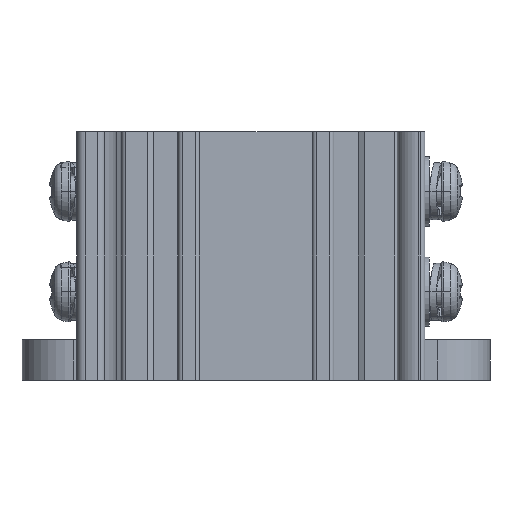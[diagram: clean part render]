
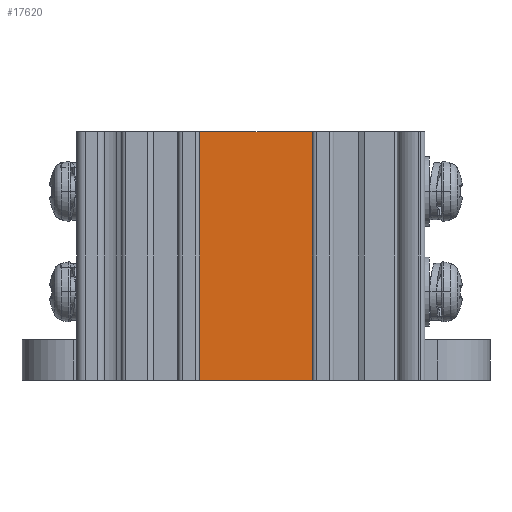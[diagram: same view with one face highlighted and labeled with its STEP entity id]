
A CAD part, front view. The second image highlights one B-rep face of the part: STEP entity #17620.
In plain terms, the highlighted planar face has unit normal (0, -1, 0).
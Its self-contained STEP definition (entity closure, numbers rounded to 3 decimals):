
#3493=DIRECTION('',(-1.,0.,0.));
#3494=VECTOR('',#3493,13.);
#3495=CARTESIAN_POINT('',(6.5,-19.55,-14.35));
#3496=LINE('',#3495,#3494);
#3497=DIRECTION('',(0.,0.,1.));
#3498=VECTOR('',#3497,28.7);
#3499=CARTESIAN_POINT('',(-6.5,-19.55,-14.35));
#3500=LINE('',#3499,#3498);
#3501=DIRECTION('',(1.,0.,0.));
#3502=VECTOR('',#3501,13.);
#3503=CARTESIAN_POINT('',(-6.5,-19.55,14.35));
#3504=LINE('',#3503,#3502);
#3509=DIRECTION('',(0.,0.,1.));
#3510=VECTOR('',#3509,28.7);
#3511=CARTESIAN_POINT('',(6.5,-19.55,-14.35));
#3512=LINE('',#3511,#3510);
#11597=CARTESIAN_POINT('',(-6.5,-19.55,-14.35));
#11598=VERTEX_POINT('',#11597);
#11599=CARTESIAN_POINT('',(6.5,-19.55,-14.35));
#11600=VERTEX_POINT('',#11599);
#11814=CARTESIAN_POINT('',(6.5,-19.55,14.35));
#11815=VERTEX_POINT('',#11814);
#11816=CARTESIAN_POINT('',(-6.5,-19.55,14.35));
#11817=VERTEX_POINT('',#11816);
#17608=CARTESIAN_POINT('',(0.,-19.55,0.));
#17609=DIRECTION('',(0.,1.,0.));
#17610=DIRECTION('',(1.,0.,0.));
#17611=AXIS2_PLACEMENT_3D('',#17608,#17609,#17610);
#17612=PLANE('',#17611);
#17613=ORIENTED_EDGE('',*,*,#17027,.T.);
#17614=ORIENTED_EDGE('',*,*,#17603,.T.);
#17615=ORIENTED_EDGE('',*,*,#14831,.T.);
#17617=ORIENTED_EDGE('',*,*,#17616,.F.);
#17618=EDGE_LOOP('',(#17613,#17614,#17615,#17617));
#17619=FACE_OUTER_BOUND('',#17618,.F.);
#14831=EDGE_CURVE('',#11817,#11815,#3504,.T.);
#17027=EDGE_CURVE('',#11600,#11598,#3496,.T.);
#17603=EDGE_CURVE('',#11598,#11817,#3500,.T.);
#17616=EDGE_CURVE('',#11600,#11815,#3512,.T.);
#17620=ADVANCED_FACE('',(#17619),#17612,.F.);
